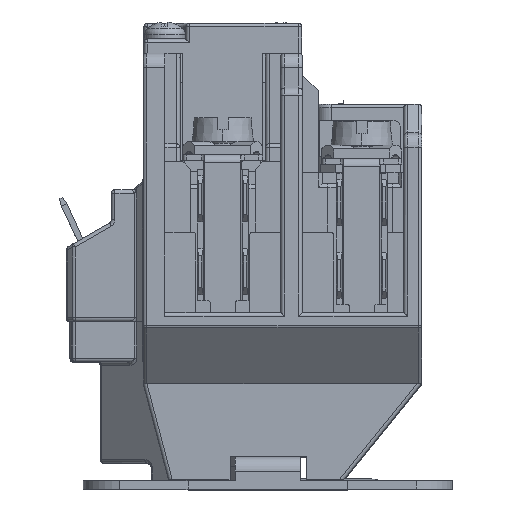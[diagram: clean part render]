
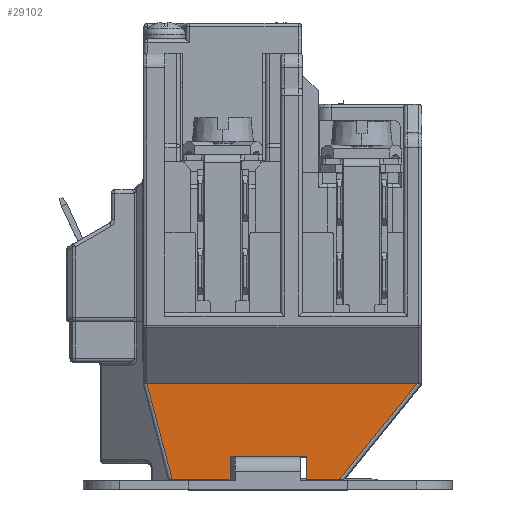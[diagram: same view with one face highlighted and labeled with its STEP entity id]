
A CAD part, top view. The second image highlights one B-rep face of the part: STEP entity #29102.
In plain terms, the highlighted planar face has unit normal (0, 0, 1).
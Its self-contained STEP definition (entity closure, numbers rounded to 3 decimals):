
#420=DIRECTION('',(0.,1.,0.));
#421=VECTOR('',#420,3.2);
#422=CARTESIAN_POINT('',(-7.25,-0.6,31.));
#423=LINE('',#422,#421);
#536=DIRECTION('',(-1.,0.,0.));
#537=VECTOR('',#536,10.5);
#538=CARTESIAN_POINT('',(3.25,2.6,31.));
#539=LINE('',#538,#537);
#1874=DIRECTION('',(1.,0.,0.));
#1875=VECTOR('',#1874,4.598);
#1876=CARTESIAN_POINT('',(3.25,-0.6,31.));
#1877=LINE('',#1876,#1875);
#1886=CARTESIAN_POINT('',(7.848,-0.6,31.));
#1914=CARTESIAN_POINT('',(-15.235,-0.6,31.));
#1923=DIRECTION('',(1.,0.,0.));
#1924=VECTOR('',#1923,7.985);
#1925=CARTESIAN_POINT('',(-15.235,-0.6,31.));
#1926=LINE('',#1925,#1924);
#2249=CARTESIAN_POINT('',(-18.733,12.7,31.));
#2261=DIRECTION('',(0.629,0.777,0.));
#2262=VECTOR('',#2261,17.107);
#2263=CARTESIAN_POINT('',(7.848,-0.6,31.));
#2264=LINE('',#2263,#2262);
#2268=DIRECTION('',(0.254,-0.967,0.));
#2269=VECTOR('',#2268,13.752);
#2270=CARTESIAN_POINT('',(-18.733,12.7,31.));
#2271=LINE('',#2270,#2269);
#2275=DIRECTION('',(1.,0.,0.));
#2276=VECTOR('',#2275,37.34);
#2277=CARTESIAN_POINT('',(-18.733,12.7,31.));
#2278=LINE('',#2277,#2276);
#2289=DIRECTION('',(0.,-1.,0.));
#2290=VECTOR('',#2289,3.2);
#2291=CARTESIAN_POINT('',(3.25,2.6,31.));
#2292=LINE('',#2291,#2290);
#23848=CARTESIAN_POINT('',(-7.25,2.6,31.));
#23850=VERTEX_POINT('',#23848);
#23853=CARTESIAN_POINT('',(3.25,2.6,31.));
#23854=VERTEX_POINT('',#23853);
#25477=CARTESIAN_POINT('',(3.25,-0.6,31.));
#25479=VERTEX_POINT('',#25477);
#25482=CARTESIAN_POINT('',(-7.25,-0.6,31.));
#25484=VERTEX_POINT('',#25482);
#26350=VERTEX_POINT('',#1886);
#26351=CARTESIAN_POINT('',(18.607,12.7,31.));
#26352=VERTEX_POINT('',#26351);
#26353=VERTEX_POINT('',#1914);
#26359=VERTEX_POINT('',#2249);
#29085=CARTESIAN_POINT('',(20.,0.,31.));
#29086=DIRECTION('',(0.,0.,-1.));
#29087=DIRECTION('',(0.,1.,0.));
#29088=AXIS2_PLACEMENT_3D('',#29085,#29086,#29087);
#29089=PLANE('',#29088);
#29090=ORIENTED_EDGE('',*,*,#28905,.F.);
#29091=ORIENTED_EDGE('',*,*,#28809,.F.);
#29093=ORIENTED_EDGE('',*,*,#29092,.F.);
#29094=ORIENTED_EDGE('',*,*,#27595,.T.);
#29095=ORIENTED_EDGE('',*,*,#27524,.F.);
#29096=ORIENTED_EDGE('',*,*,#28829,.F.);
#29098=ORIENTED_EDGE('',*,*,#29097,.F.);
#29099=ORIENTED_EDGE('',*,*,#29076,.T.);
#29100=EDGE_LOOP('',(#29090,#29091,#29093,#29094,#29095,#29096,#29098,#29099));
#29101=FACE_OUTER_BOUND('',#29100,.F.);
#29102=ADVANCED_FACE('',(#29101),#29089,.F.);
#27524=EDGE_CURVE('',#25484,#23850,#423,.T.);
#27595=EDGE_CURVE('',#23854,#23850,#539,.T.);
#28809=EDGE_CURVE('',#25479,#26350,#1877,.T.);
#28829=EDGE_CURVE('',#26353,#25484,#1926,.T.);
#28905=EDGE_CURVE('',#26350,#26352,#2264,.T.);
#29076=EDGE_CURVE('',#26359,#26352,#2278,.T.);
#29092=EDGE_CURVE('',#23854,#25479,#2292,.T.);
#29097=EDGE_CURVE('',#26359,#26353,#2271,.T.);
